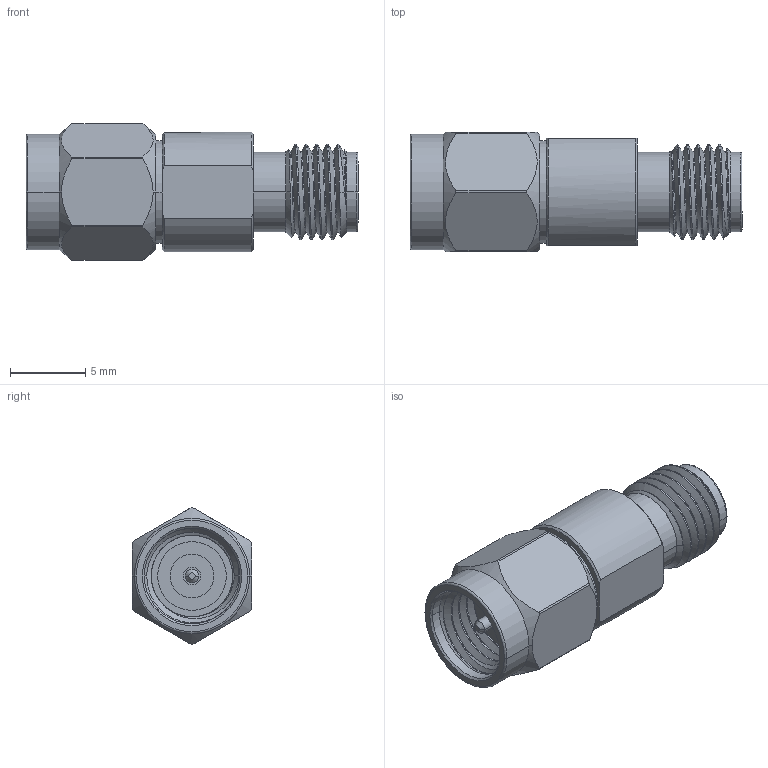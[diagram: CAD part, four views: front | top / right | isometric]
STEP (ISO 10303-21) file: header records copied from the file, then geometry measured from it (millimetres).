
FILE_DESCRIPTION (( 'STEP AP214' ), '1' );
FILE_NAME ('SA4014-10_3D.step', '2024-07-23T15:36:16', ( '' ), ( '' ), 'SwSTEP 2.0', 'SolidWorks 2022', '' );
FILE_SCHEMA (( 'AUTOMOTIVE_DESIGN' ));
Length unit declared in the file: inch
Products named in the file (1): SA4014-10_3D
Bounding box: 22.1 x 7.94 x 9.09 mm (x, y, z)
Volume: 704.8 mm3; surface area: 1069.9 mm2
Topology: 1 solids, 1 shells, 134 faces, 342 edges, 223 vertices
Faces by surface type: cylinder 57, plane 40, cone 27, bspline 6, torus 4
Entity records: 6255 total; most frequent: CARTESIAN_POINT 3127, ORIENTED_EDGE 684, DIRECTION 617, EDGE_CURVE 342, AXIS2_PLACEMENT_3D 249, VERTEX_POINT 223, EDGE_LOOP 147, FACE_OUTER_BOUND 134
